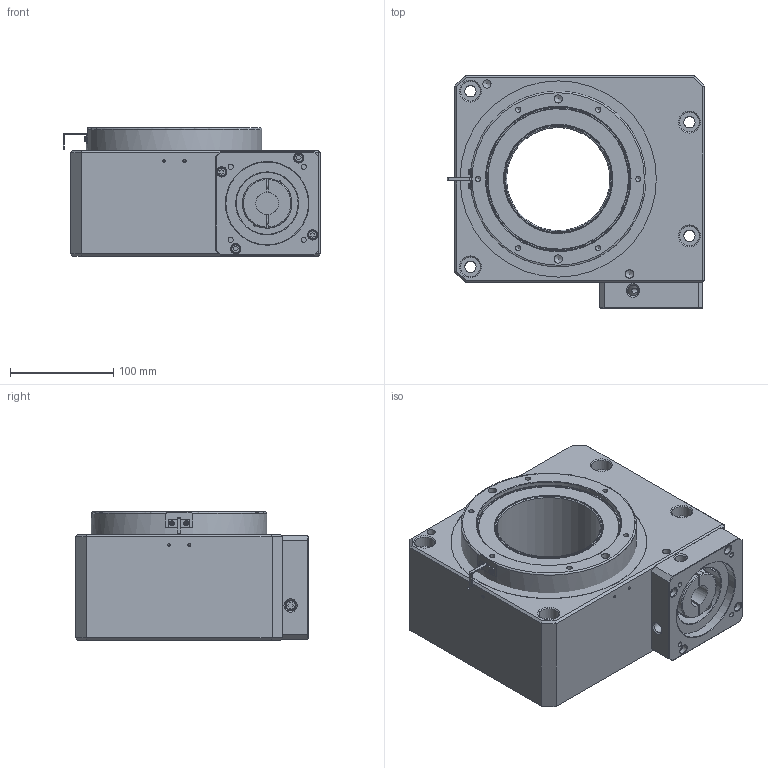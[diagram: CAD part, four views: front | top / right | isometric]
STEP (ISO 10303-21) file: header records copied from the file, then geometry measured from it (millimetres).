
FILE_DESCRIPTION( ( '' ), '1' );
FILE_NAME( 'GT200-20G.stp', '2019-07-09T01:55:15', ( 'Dimamotor' ), ( 'Dimamotor' ), 'PSStep 17.0.49', ' ', ' ' );
FILE_SCHEMA( ( 'AUTOMOTIVE_DESIGN { 1 0 10303 214 1 1 1 1 }' ) );
Length unit declared in the file: millimetre
Products named in the file (12): Assem1; 20B00; 20F00; Screw_ANSI_B18_3_1M_A_M5x20_v12.00; 20P00; 油封 140x105x6L; 20A00; Screw_ANSI_B18_3_1M_A_M6x20_v12.00; Screw_ANSI_B18_3_1M_A_M5x25_v12.00; GT200_光遮斷片_MGHC-13201217D-00; M3X5半圓頭; MGAC-20F00-13_VerA(F90M6S22)
Assembly tree (23 placements, depth 2):
  Assem1
    20B00
    20F00
    Screw_ANSI_B18_3_1M_A_M5x20_v12.00  x8
    20P00
    油封 140x105x6L
    20A00
    Screw_ANSI_B18_3_1M_A_M6x20_v12.00  x2
    Screw_ANSI_B18_3_1M_A_M5x25_v12.00  x4
    GT200_光遮斷片_MGHC-13201217D-00
    M3X5半圓頭  x2
    MGAC-20F00-13_VerA(F90M6S22)
Bounding box: 249.5 x 225 x 124 mm (x, y, z)
Volume: 4723966 mm3; surface area: 464872.8 mm2
Topology: 23 solids, 25 shells, 562 faces, 1287 edges, 836 vertices
Faces by surface type: plane 309, cylinder 156, cone 90, torus 5, bspline 2
Full cylindrical faces by diameter (mm): 2.5 x12, 3 x10, 3.2 x2, 5 x36, 5.5 x12, 6 x2, 6.6 x2, 8 x6, 8.5 x12, 9 x4, 9.5 x8, 10 x2, 10.5 x8, 11 x4, 19 x8, 22 x1, 33.826 x1, 43 x1, 47 x1, 48 x1, 60 x1, 80 x2, 90 x1, 100 x1, 105 x2, 110 x2, 115 x1, 140 x2, 148 x2, 170 x1
Entity records: 13306 total; most frequent: CARTESIAN_POINT 2162, DIRECTION 1703, ORIENTED_EDGE 1224, AXIS2_PLACEMENT_3D 711, EDGE_LOOP 688, EDGE_CURVE 612, FACE_OUTER_BOUND 513, VERTEX_POINT 512
